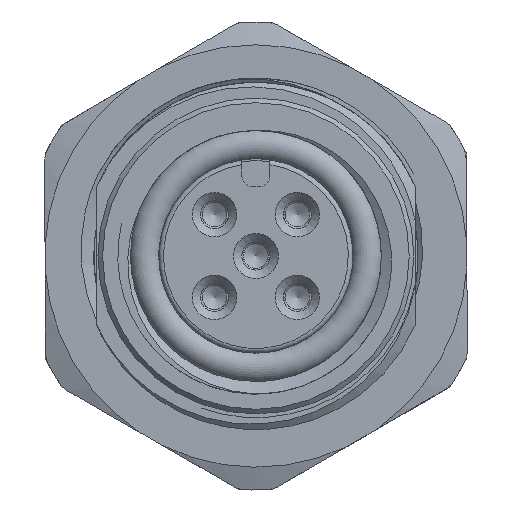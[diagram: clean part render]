
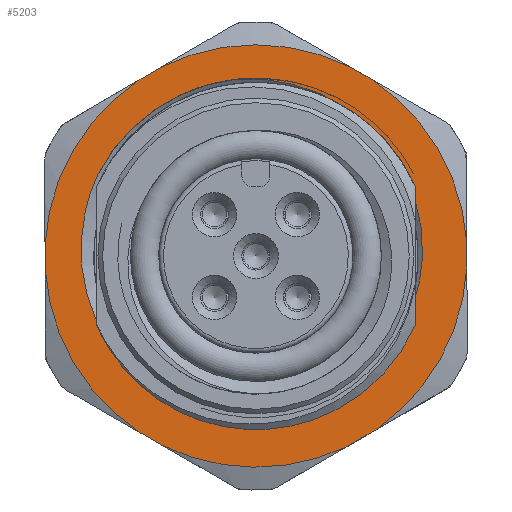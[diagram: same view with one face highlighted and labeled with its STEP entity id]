
A CAD part, front view. The second image highlights one B-rep face of the part: STEP entity #5203.
In plain terms, the highlighted face is planar.
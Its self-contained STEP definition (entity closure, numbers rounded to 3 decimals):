
#413=B_SPLINE_CURVE_WITH_KNOTS('',3,(#29467,#29468,#29469,#29470,#29471,
#29472,#29473),.UNSPECIFIED.,.F.,.F.,(4,1,1,1,4),(0.,0.004,
0.009,0.013,0.017),
 .UNSPECIFIED.);
#414=B_SPLINE_CURVE_WITH_KNOTS('',3,(#29477,#29478,#29479,#29480,#29481,
#29482,#29483),.UNSPECIFIED.,.F.,.F.,(4,1,1,1,4),(0.,
0.004,0.009,0.013,0.017),
 .UNSPECIFIED.);
#527=PLANE('',#5923);
#729=CIRCLE('',#5924,7.6);
#730=CIRCLE('',#5925,6.93);
#731=CIRCLE('',#5926,9.024);
#732=CIRCLE('',#5927,9.024);
#733=CIRCLE('',#5928,9.024);
#734=CIRCLE('',#5929,9.024);
#735=CIRCLE('',#5930,9.024);
#736=CIRCLE('',#5931,9.024);
#1677=ORIENTED_EDGE('',*,*,#2701,.T.);
#1678=ORIENTED_EDGE('',*,*,#2702,.T.);
#1679=ORIENTED_EDGE('',*,*,#2703,.T.);
#1680=ORIENTED_EDGE('',*,*,#2704,.T.);
#1681=ORIENTED_EDGE('',*,*,#2705,.F.);
#1682=ORIENTED_EDGE('',*,*,#2706,.T.);
#1683=ORIENTED_EDGE('',*,*,#2707,.F.);
#1684=ORIENTED_EDGE('',*,*,#2708,.T.);
#1685=ORIENTED_EDGE('',*,*,#2709,.F.);
#1686=ORIENTED_EDGE('',*,*,#2710,.T.);
#1687=ORIENTED_EDGE('',*,*,#2711,.F.);
#1688=ORIENTED_EDGE('',*,*,#2712,.T.);
#1689=ORIENTED_EDGE('',*,*,#2713,.F.);
#1690=ORIENTED_EDGE('',*,*,#2714,.T.);
#1691=ORIENTED_EDGE('',*,*,#2715,.F.);
#1692=ORIENTED_EDGE('',*,*,#2716,.T.);
#2701=EDGE_CURVE('',#3299,#3300,#729,.T.);
#2702=EDGE_CURVE('',#3300,#3301,#413,.T.);
#2703=EDGE_CURVE('',#3301,#3302,#730,.F.);
#2704=EDGE_CURVE('',#3302,#3299,#414,.T.);
#2705=EDGE_CURVE('',#3303,#3304,#731,.F.);
#2706=EDGE_CURVE('',#3303,#3305,#3639,.T.);
#2707=EDGE_CURVE('',#3306,#3305,#732,.F.);
#2708=EDGE_CURVE('',#3306,#3307,#3640,.T.);
#2709=EDGE_CURVE('',#3308,#3307,#733,.F.);
#2710=EDGE_CURVE('',#3308,#3309,#3641,.T.);
#2711=EDGE_CURVE('',#3310,#3309,#734,.F.);
#2712=EDGE_CURVE('',#3310,#3311,#3642,.T.);
#2713=EDGE_CURVE('',#3312,#3311,#735,.F.);
#2714=EDGE_CURVE('',#3312,#3313,#3643,.T.);
#2715=EDGE_CURVE('',#3314,#3313,#736,.F.);
#2716=EDGE_CURVE('',#3314,#3304,#3644,.T.);
#3299=VERTEX_POINT('',#29465);
#3300=VERTEX_POINT('',#29466);
#3301=VERTEX_POINT('',#29474);
#3302=VERTEX_POINT('',#29476);
#3303=VERTEX_POINT('',#29485);
#3304=VERTEX_POINT('',#29486);
#3305=VERTEX_POINT('',#29488);
#3306=VERTEX_POINT('',#29490);
#3307=VERTEX_POINT('',#29492);
#3308=VERTEX_POINT('',#29494);
#3309=VERTEX_POINT('',#29496);
#3310=VERTEX_POINT('',#29498);
#3311=VERTEX_POINT('',#29500);
#3312=VERTEX_POINT('',#29502);
#3313=VERTEX_POINT('',#29504);
#3314=VERTEX_POINT('',#29506);
#3639=LINE('',#29487,#3881);
#3640=LINE('',#29491,#3882);
#3641=LINE('',#29495,#3883);
#3642=LINE('',#29499,#3884);
#3643=LINE('',#29503,#3885);
#3644=LINE('',#29507,#3886);
#3881=VECTOR('',#6883,1000.);
#3882=VECTOR('',#6886,1000.);
#3883=VECTOR('',#6889,1000.);
#3884=VECTOR('',#6892,1000.);
#3885=VECTOR('',#6895,1000.);
#3886=VECTOR('',#6898,1000.);
#4238=EDGE_LOOP('',(#1677,#1678,#1679,#1680));
#4239=EDGE_LOOP('',(#1681,#1682,#1683,#1684,#1685,#1686,#1687,#1688,#1689,
#1690,#1691,#1692));
#4701=FACE_BOUND('',#4238,.T.);
#4702=FACE_BOUND('',#4239,.T.);
#5203=ADVANCED_FACE('',(#4701,#4702),#527,.T.);
#5923=AXIS2_PLACEMENT_3D('',#29463,#6875,#6876);
#5924=AXIS2_PLACEMENT_3D('',#29464,#6877,#6878);
#5925=AXIS2_PLACEMENT_3D('',#29475,#6879,#6880);
#5926=AXIS2_PLACEMENT_3D('',#29484,#6881,#6882);
#5927=AXIS2_PLACEMENT_3D('',#29489,#6884,#6885);
#5928=AXIS2_PLACEMENT_3D('',#29493,#6887,#6888);
#5929=AXIS2_PLACEMENT_3D('',#29497,#6890,#6891);
#5930=AXIS2_PLACEMENT_3D('',#29501,#6893,#6894);
#5931=AXIS2_PLACEMENT_3D('',#29505,#6896,#6897);
#6875=DIRECTION('',(1.,0.,0.));
#6876=DIRECTION('',(0.,0.,-1.));
#6877=DIRECTION('',(-1.,0.,0.));
#6878=DIRECTION('',(0.,1.,0.));
#6879=DIRECTION('',(1.,0.,0.));
#6880=DIRECTION('',(0.,0.,-1.));
#6881=DIRECTION('',(1.,0.,0.));
#6882=DIRECTION('',(0.,0.,-1.));
#6883=DIRECTION('',(0.,1.,0.));
#6884=DIRECTION('',(1.,0.,0.));
#6885=DIRECTION('',(0.,0.,-1.));
#6886=DIRECTION('',(0.,0.497,0.868));
#6887=DIRECTION('',(1.,0.,0.));
#6888=DIRECTION('',(0.,0.,-1.));
#6889=DIRECTION('',(0.,-0.497,0.868));
#6890=DIRECTION('',(1.,0.,0.));
#6891=DIRECTION('',(0.,0.,-1.));
#6892=DIRECTION('',(0.,-1.,0.));
#6893=DIRECTION('',(1.,0.,0.));
#6894=DIRECTION('',(0.,0.,-1.));
#6895=DIRECTION('',(0.,-0.498,-0.867));
#6896=DIRECTION('',(1.,0.,0.));
#6897=DIRECTION('',(0.,0.,-1.));
#6898=DIRECTION('',(0.,0.498,-0.867));
#29463=CARTESIAN_POINT('',(1.5,0.,0.));
#29464=CARTESIAN_POINT('',(1.5,0.,0.));
#29465=CARTESIAN_POINT('',(1.5,-4.081,6.411));
#29466=CARTESIAN_POINT('',(1.5,3.02,6.974));
#29467=CARTESIAN_POINT('',(1.5,3.02,6.974));
#29468=CARTESIAN_POINT('',(1.5,4.318,6.354));
#29469=CARTESIAN_POINT('',(1.5,6.523,4.378));
#29470=CARTESIAN_POINT('',(1.5,7.706,0.079));
#29471=CARTESIAN_POINT('',(1.5,6.285,-4.171));
#29472=CARTESIAN_POINT('',(1.5,3.917,-5.964));
#29473=CARTESIAN_POINT('',(1.5,2.558,-6.441));
#29474=CARTESIAN_POINT('',(1.5,2.558,-6.441));
#29475=CARTESIAN_POINT('',(1.5,0.,0.));
#29476=CARTESIAN_POINT('',(1.5,-1.511,-6.763));
#29477=CARTESIAN_POINT('',(1.5,-1.511,-6.763));
#29478=CARTESIAN_POINT('',(1.5,-2.927,-6.508));
#29479=CARTESIAN_POINT('',(1.5,-5.554,-5.103));
#29480=CARTESIAN_POINT('',(1.5,-7.621,-1.142));
#29481=CARTESIAN_POINT('',(1.5,-7.131,3.298));
#29482=CARTESIAN_POINT('',(1.5,-5.265,5.594));
#29483=CARTESIAN_POINT('',(1.5,-4.081,6.411));
#29484=CARTESIAN_POINT('',(1.5,0.,0.));
#29485=CARTESIAN_POINT('',(1.5,-0.764,-8.992));
#29486=CARTESIAN_POINT('',(1.5,-7.542,-4.955));
#29487=CARTESIAN_POINT('',(1.5,-4.376,-8.992));
#29488=CARTESIAN_POINT('',(1.5,0.764,-8.992));
#29489=CARTESIAN_POINT('',(1.5,0.,0.));
#29490=CARTESIAN_POINT('',(1.5,7.551,-4.941));
#29491=CARTESIAN_POINT('',(1.5,5.661,-8.243));
#29492=CARTESIAN_POINT('',(1.5,8.085,-4.008));
#29493=CARTESIAN_POINT('',(1.5,0.,0.));
#29494=CARTESIAN_POINT('',(1.5,8.085,4.008));
#29495=CARTESIAN_POINT('',(1.5,9.975,0.706));
#29496=CARTESIAN_POINT('',(1.5,7.551,4.941));
#29497=CARTESIAN_POINT('',(1.5,0.,0.));
#29498=CARTESIAN_POINT('',(1.5,0.537,9.008));
#29499=CARTESIAN_POINT('',(1.5,4.342,9.008));
#29500=CARTESIAN_POINT('',(1.5,-0.537,9.008));
#29501=CARTESIAN_POINT('',(1.5,0.,0.));
#29502=CARTESIAN_POINT('',(1.5,-7.542,4.955));
#29503=CARTESIAN_POINT('',(1.5,-5.646,8.254));
#29504=CARTESIAN_POINT('',(1.5,-8.078,4.024));
#29505=CARTESIAN_POINT('',(1.5,0.,0.));
#29506=CARTESIAN_POINT('',(1.5,-8.078,-4.024));
#29507=CARTESIAN_POINT('',(1.5,-9.974,-0.725));
